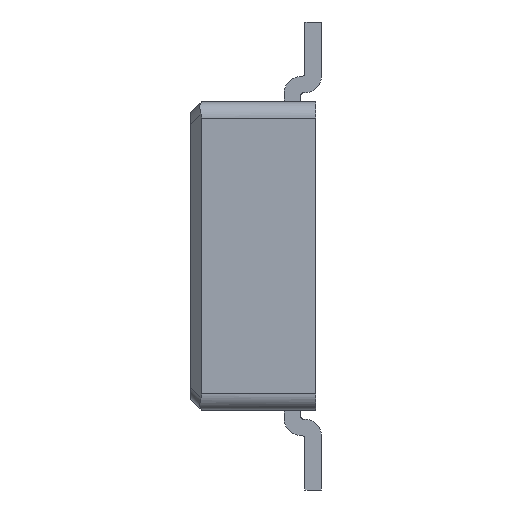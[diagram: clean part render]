
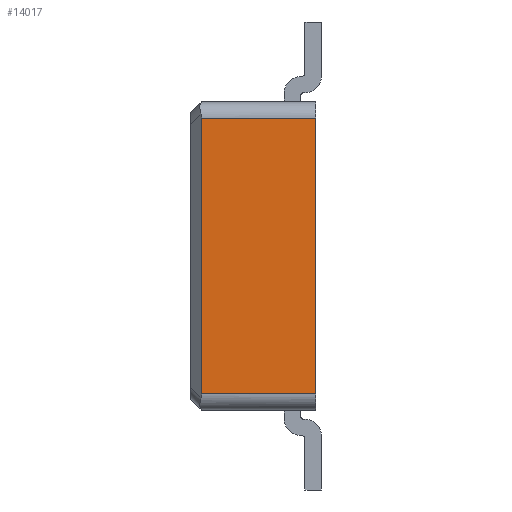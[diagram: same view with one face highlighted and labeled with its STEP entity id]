
A CAD part, left-side view. The second image highlights one B-rep face of the part: STEP entity #14017.
In plain terms, the highlighted planar face has unit normal (-1, 0, 0).
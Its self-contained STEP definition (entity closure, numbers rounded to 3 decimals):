
#393=DIRECTION('',(0.,0.,1.));
#394=VECTOR('',#393,2.53);
#395=CARTESIAN_POINT('',(-2.725,-0.575,-1.265));
#396=LINE('',#395,#394);
#2256=CARTESIAN_POINT('',(-2.725,0.475,-1.265));
#2258=DIRECTION('',(0.,1.,0.));
#2259=VECTOR('',#2258,1.05);
#2260=CARTESIAN_POINT('',(-2.725,-0.575,-1.265));
#2261=LINE('',#2260,#2259);
#2287=DIRECTION('',(0.,0.,1.));
#2288=VECTOR('',#2287,2.53);
#2289=CARTESIAN_POINT('',(-2.725,0.475,-1.265));
#2290=LINE('',#2289,#2288);
#2304=DIRECTION('',(0.,-1.,0.));
#2305=VECTOR('',#2304,1.05);
#2306=CARTESIAN_POINT('',(-2.725,0.475,1.265));
#2307=LINE('',#2306,#2305);
#11643=CARTESIAN_POINT('',(-2.725,-0.575,1.265));
#11644=VERTEX_POINT('',#11643);
#11645=CARTESIAN_POINT('',(-2.725,0.475,1.265));
#11646=VERTEX_POINT('',#11645);
#11648=CARTESIAN_POINT('',(-2.725,-0.575,-1.265));
#11650=VERTEX_POINT('',#11648);
#11656=VERTEX_POINT('',#2256);
#14006=CARTESIAN_POINT('',(-2.725,0.575,-1.415));
#14007=DIRECTION('',(-1.,0.,0.));
#14008=DIRECTION('',(0.,-1.,0.));
#14009=AXIS2_PLACEMENT_3D('',#14006,#14007,#14008);
#14010=PLANE('',#14009);
#14011=ORIENTED_EDGE('',*,*,#13972,.T.);
#14012=ORIENTED_EDGE('',*,*,#11808,.F.);
#14013=ORIENTED_EDGE('',*,*,#13928,.T.);
#14014=ORIENTED_EDGE('',*,*,#13953,.T.);
#14015=EDGE_LOOP('',(#14011,#14012,#14013,#14014));
#14016=FACE_OUTER_BOUND('',#14015,.F.);
#14017=ADVANCED_FACE('',(#14016),#14010,.T.);
#11808=EDGE_CURVE('',#11650,#11644,#396,.T.);
#13928=EDGE_CURVE('',#11650,#11656,#2261,.T.);
#13953=EDGE_CURVE('',#11656,#11646,#2290,.T.);
#13972=EDGE_CURVE('',#11646,#11644,#2307,.T.);
